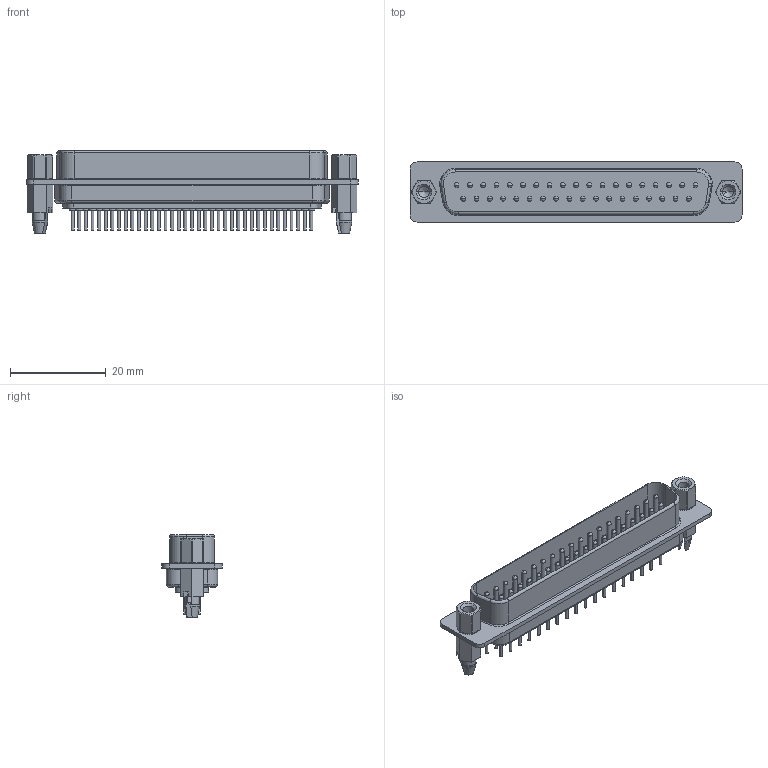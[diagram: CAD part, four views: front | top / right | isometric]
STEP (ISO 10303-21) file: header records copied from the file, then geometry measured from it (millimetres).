
FILE_DESCRIPTION (( 'STEP AP214' ), '1' );
FILE_NAME ('K85X-CD-37P-BRJ_rA4.STEP', '2013-03-22T18:47:25', ( 'Daniel' ), ( 'Microsoft' ), 'SwSTEP 2.0', 'SolidWorks 2012', '' );
FILE_SCHEMA (( 'AUTOMOTIVE_DESIGN' ));
Length unit declared in the file: millimetre
Products named in the file (1): K85X-CD-37P-BRJ_rA4
Bounding box: 69.32 x 12.55 x 17.3 mm (x, y, z)
Volume: 4309.7 mm3; surface area: 5605.2 mm2
Topology: 1 solids, 5 shells, 603 faces, 1463 edges, 910 vertices
Faces by surface type: cylinder 312, plane 153, sphere 74, cone 40, torus 24
Entity records: 18631 total; most frequent: DIRECTION 3246, CARTESIAN_POINT 2969, ORIENTED_EDGE 2622, AXIS2_PLACEMENT_3D 1369, EDGE_CURVE 1311, VERTEX_POINT 836, CIRCLE 765, EDGE_LOOP 729
